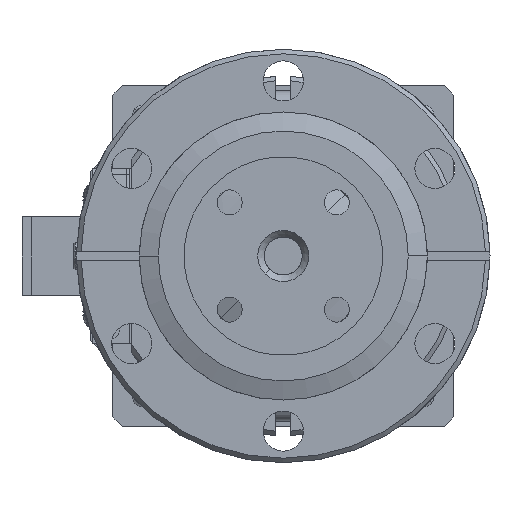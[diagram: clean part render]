
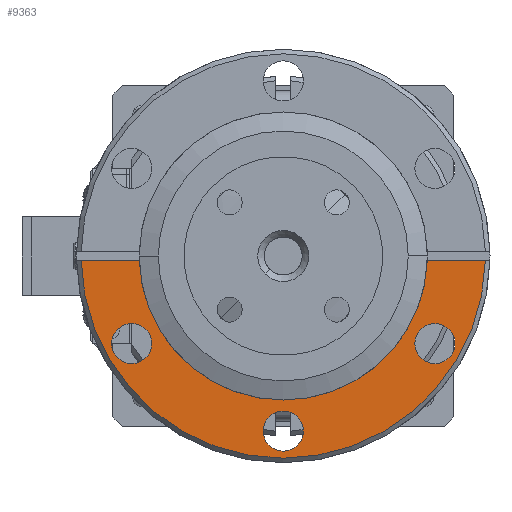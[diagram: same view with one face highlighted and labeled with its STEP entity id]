
A CAD part, front view. The second image highlights one B-rep face of the part: STEP entity #9363.
In plain terms, the highlighted planar face has unit normal (0, -1, 0).
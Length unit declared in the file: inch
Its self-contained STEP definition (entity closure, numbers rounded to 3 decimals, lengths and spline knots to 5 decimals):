
#6620 = AXIS2_PLACEMENT_3D ( 'NONE', #30484, #30500, #30501 ) ;
#9363 = ADVANCED_FACE ( 'NONE', ( #27448, #27444, #27462, #27466 ), #30480, .F. ) ;
#11303 = AXIS2_PLACEMENT_3D ( 'NONE', #24727, #24728, #24729 ) ;
#11368 = AXIS2_PLACEMENT_3D ( 'NONE', #25000, #25006, #25007 ) ;
#13516 = CIRCLE ( 'NONE', #11303, 1.335 ) ;
#13610 = EDGE_CURVE ( 'NONE', #32400, #32470, #13516, .T. ) ;
#13634 = EDGE_CURVE ( 'NONE', #32400, #32524, #18950, .T. ) ;
#13715 = EDGE_CURVE ( 'NONE', #32389, #32293, #19062, .T. ) ;
#13737 = EDGE_CURVE ( 'NONE', #32515, #32470, #19089, .T. ) ;
#13738 = EDGE_CURVE ( 'NONE', #32347, #32476, #19091, .T. ) ;
#13739 = EDGE_CURVE ( 'NONE', #32066, #32468, #19092, .T. ) ;
#13782 = AXIS2_PLACEMENT_3D ( 'NONE', #25069, #25070, #25071 ) ;
#13783 = AXIS2_PLACEMENT_3D ( 'NONE', #25064, #25067, #25068 ) ;
#14141 = AXIS2_PLACEMENT_3D ( 'NONE', #15805, #15806, #15807 ) ;
#14144 = AXIS2_PLACEMENT_3D ( 'NONE', #15819, #15820, #15821 ) ;
#14145 = AXIS2_PLACEMENT_3D ( 'NONE', #15817, #15826, #15827 ) ;
#14166 = AXIS2_PLACEMENT_3D ( 'NONE', #15966, #15975, #15976 ) ;
#15207 = CIRCLE ( 'NONE', #14141, 0.1325 ) ;
#15214 = CIRCLE ( 'NONE', #14144, 0.1325 ) ;
#15218 = CIRCLE ( 'NONE', #14145, 0.1325 ) ;
#15267 = CIRCLE ( 'NONE', #14166, 0.951 ) ;
#15805 = CARTESIAN_POINT ( 'NONE',  ( -1.00113, -1.041, -0.578 ) ) ;
#15806 = DIRECTION ( 'NONE',  ( 0., -1., 0. ) ) ;
#15807 = DIRECTION ( 'NONE',  ( 0., 0., 1. ) ) ;
#15817 = CARTESIAN_POINT ( 'NONE',  ( 1.00113, -1.041, -0.578 ) ) ;
#15819 = CARTESIAN_POINT ( 'NONE',  ( 0., -1.041, -1.156 ) ) ;
#15820 = DIRECTION ( 'NONE',  ( 0., -1., 0. ) ) ;
#15821 = DIRECTION ( 'NONE',  ( 0., 0., 1. ) ) ;
#15826 = DIRECTION ( 'NONE',  ( 0., -1., 0. ) ) ;
#15827 = DIRECTION ( 'NONE',  ( 0., 0., 1. ) ) ;
#15966 = CARTESIAN_POINT ( 'NONE',  ( 0., -1.041, 0. ) ) ;
#15975 = DIRECTION ( 'NONE',  ( 0., -1., 0. ) ) ;
#15976 = DIRECTION ( 'NONE',  ( 1., 0., 0. ) ) ;
#16526 = CARTESIAN_POINT ( 'NONE',  ( 0., -1.041, -1.0235 ) ) ;
#16753 = CARTESIAN_POINT ( 'NONE',  ( 1.00113, -1.041, -0.7105 ) ) ;
#16807 = CARTESIAN_POINT ( 'NONE',  ( -1.00113, -1.041, -0.4455 ) ) ;
#18063 = ORIENTED_EDGE ( 'NONE', *, *, #25593, .F. ) ;
#18097 = ORIENTED_EDGE ( 'NONE', *, *, #13715, .F. ) ;
#18110 = ORIENTED_EDGE ( 'NONE', *, *, #13634, .F. ) ;
#18113 = ORIENTED_EDGE ( 'NONE', *, *, #25630, .F. ) ;
#18941 = VECTOR ( 'NONE', #24791, 39.37008 ) ;
#18950 = LINE ( 'NONE', #24784, #18941 ) ;
#19062 = CIRCLE ( 'NONE', #11368, 0.1325 ) ;
#19083 = VECTOR ( 'NONE', #25065, 39.37008 ) ;
#19089 = LINE ( 'NONE', #25059, #19083 ) ;
#19091 = CIRCLE ( 'NONE', #13783, 0.1325 ) ;
#19092 = CIRCLE ( 'NONE', #13782, 0.1325 ) ;
#22432 = CARTESIAN_POINT ( 'NONE',  ( 1.00113, -1.041, -0.4455 ) ) ;
#22443 = CARTESIAN_POINT ( 'NONE',  ( -1.33466, -1.041, -0.03 ) ) ;
#22511 = CARTESIAN_POINT ( 'NONE',  ( 0., -1.041, -1.2885 ) ) ;
#22513 = CARTESIAN_POINT ( 'NONE',  ( 1.33466, -1.041, -0.03 ) ) ;
#22519 = CARTESIAN_POINT ( 'NONE',  ( -1.00113, -1.041, -0.7105 ) ) ;
#22558 = CARTESIAN_POINT ( 'NONE',  ( 0.95053, -1.041, -0.03 ) ) ;
#22567 = CARTESIAN_POINT ( 'NONE',  ( -0.95053, -1.041, -0.03 ) ) ;
#24727 = CARTESIAN_POINT ( 'NONE',  ( 0., -1.041, 0. ) ) ;
#24728 = DIRECTION ( 'NONE',  ( 0., -1., 0. ) ) ;
#24729 = DIRECTION ( 'NONE',  ( -1., 0., 0. ) ) ;
#24784 = CARTESIAN_POINT ( 'NONE',  ( -1.38335, -1.041, -0.03 ) ) ;
#24791 = DIRECTION ( 'NONE',  ( 1., 0., 0. ) ) ;
#25000 = CARTESIAN_POINT ( 'NONE',  ( 1.00113, -1.041, -0.578 ) ) ;
#25006 = DIRECTION ( 'NONE',  ( 0., -1., 0. ) ) ;
#25007 = DIRECTION ( 'NONE',  ( 0., 0., 1. ) ) ;
#25059 = CARTESIAN_POINT ( 'NONE',  ( 1.38335, -1.041, -0.03 ) ) ;
#25064 = CARTESIAN_POINT ( 'NONE',  ( -1.00113, -1.041, -0.578 ) ) ;
#25065 = DIRECTION ( 'NONE',  ( 1., 0., 0. ) ) ;
#25067 = DIRECTION ( 'NONE',  ( 0., -1., 0. ) ) ;
#25068 = DIRECTION ( 'NONE',  ( 0., 0., 1. ) ) ;
#25069 = CARTESIAN_POINT ( 'NONE',  ( 0., -1.041, -1.156 ) ) ;
#25070 = DIRECTION ( 'NONE',  ( 0., -1., 0. ) ) ;
#25071 = DIRECTION ( 'NONE',  ( 0., 0., 1. ) ) ;
#25585 = EDGE_CURVE ( 'NONE', #32476, #32347, #15207, .T. ) ;
#25591 = EDGE_CURVE ( 'NONE', #32468, #32066, #15214, .T. ) ;
#25593 = EDGE_CURVE ( 'NONE', #32293, #32389, #15218, .T. ) ;
#25630 = EDGE_CURVE ( 'NONE', #32524, #32515, #15267, .T. ) ;
#26809 = EDGE_LOOP ( 'NONE', ( #18097, #18063 ) ) ;
#26993 = EDGE_LOOP ( 'NONE', ( #27082, #27085 ) ) ;
#26996 = EDGE_LOOP ( 'NONE', ( #27087, #27089 ) ) ;
#26997 = EDGE_LOOP ( 'NONE', ( #27091, #27092, #18113, #18110 ) ) ;
#27082 = ORIENTED_EDGE ( 'NONE', *, *, #13738, .F. ) ;
#27085 = ORIENTED_EDGE ( 'NONE', *, *, #25585, .F. ) ;
#27087 = ORIENTED_EDGE ( 'NONE', *, *, #13739, .F. ) ;
#27089 = ORIENTED_EDGE ( 'NONE', *, *, #25591, .F. ) ;
#27091 = ORIENTED_EDGE ( 'NONE', *, *, #13610, .T. ) ;
#27092 = ORIENTED_EDGE ( 'NONE', *, *, #13737, .F. ) ;
#27444 = FACE_BOUND ( 'NONE', #26996, .T. ) ;
#27448 = FACE_BOUND ( 'NONE', #26993, .T. ) ;
#27462 = FACE_OUTER_BOUND ( 'NONE', #26997, .T. ) ;
#27466 = FACE_BOUND ( 'NONE', #26809, .T. ) ;
#30480 = PLANE ( 'NONE',  #6620 ) ;
#30484 = CARTESIAN_POINT ( 'NONE',  ( -1.365, -1.041, 0. ) ) ;
#30500 = DIRECTION ( 'NONE',  ( 0., 1., 0. ) ) ;
#30501 = DIRECTION ( 'NONE',  ( -1., 0., 0. ) ) ;
#32066 = VERTEX_POINT ( 'NONE', #16526 ) ;
#32293 = VERTEX_POINT ( 'NONE', #16753 ) ;
#32347 = VERTEX_POINT ( 'NONE', #16807 ) ;
#32389 = VERTEX_POINT ( 'NONE', #22432 ) ;
#32400 = VERTEX_POINT ( 'NONE', #22443 ) ;
#32468 = VERTEX_POINT ( 'NONE', #22511 ) ;
#32470 = VERTEX_POINT ( 'NONE', #22513 ) ;
#32476 = VERTEX_POINT ( 'NONE', #22519 ) ;
#32515 = VERTEX_POINT ( 'NONE', #22558 ) ;
#32524 = VERTEX_POINT ( 'NONE', #22567 ) ;
